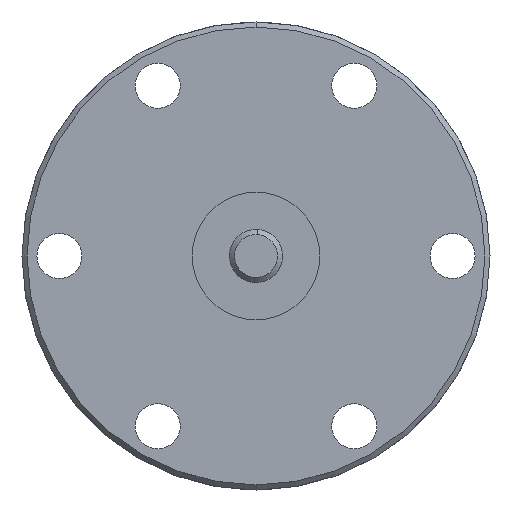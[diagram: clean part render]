
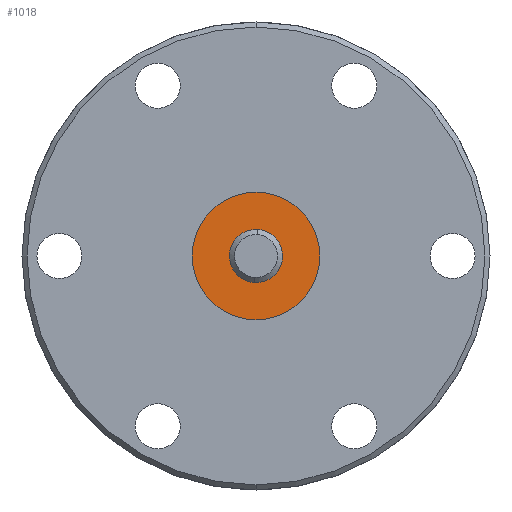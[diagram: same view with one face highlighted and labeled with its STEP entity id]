
A CAD part, front view. The second image highlights one B-rep face of the part: STEP entity #1018.
In plain terms, the highlighted planar face has unit normal (0, -1, 0).
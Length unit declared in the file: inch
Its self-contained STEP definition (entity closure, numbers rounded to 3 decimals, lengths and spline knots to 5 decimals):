
#16 = CARTESIAN_POINT ( 'NONE',  ( 0., -2.66275, 0. ) ) ;
#103 = FACE_BOUND ( 'NONE', #1467, .T. ) ;
#155 = EDGE_CURVE ( 'NONE', #276, #2041, #1923, .T. ) ;
#221 = AXIS2_PLACEMENT_3D ( 'NONE', #1908, #1032, #1573 ) ;
#267 = ORIENTED_EDGE ( 'NONE', *, *, #1982, .F. ) ;
#276 = VERTEX_POINT ( 'NONE', #1350 ) ;
#281 = DIRECTION ( 'NONE',  ( 0., 0., 1. ) ) ;
#489 = FACE_OUTER_BOUND ( 'NONE', #1051, .T. ) ;
#578 = CARTESIAN_POINT ( 'NONE',  ( 0.00992, -2.66275, 0.15594 ) ) ;
#674 = CIRCLE ( 'NONE', #1708, 0.375 ) ;
#772 = CARTESIAN_POINT ( 'NONE',  ( 0., -2.66275, 0. ) ) ;
#779 = EDGE_CURVE ( 'NONE', #1364, #1961, #1193, .T. ) ;
#782 = DIRECTION ( 'NONE',  ( 1., 0., 0. ) ) ;
#874 = DIRECTION ( 'NONE',  ( 1., 0., 0. ) ) ;
#925 = AXIS2_PLACEMENT_3D ( 'NONE', #16, #2092, #874 ) ;
#986 = CARTESIAN_POINT ( 'NONE',  ( 0., -2.66275, 0. ) ) ;
#988 = AXIS2_PLACEMENT_3D ( 'NONE', #986, #1311, #782 ) ;
#1018 = ADVANCED_FACE ( 'NONE', ( #103, #489 ), #2206, .F. ) ;
#1032 = DIRECTION ( 'NONE',  ( 0., 1., 0. ) ) ;
#1051 = EDGE_LOOP ( 'NONE', ( #1586, #267 ) ) ;
#1059 = DIRECTION ( 'NONE',  ( 1., 0., 0. ) ) ;
#1148 = CARTESIAN_POINT ( 'NONE',  ( 0., -2.66275, 0. ) ) ;
#1149 = AXIS2_PLACEMENT_3D ( 'NONE', #1148, #1857, #281 ) ;
#1193 = CIRCLE ( 'NONE', #221, 0.15625 ) ;
#1237 = ORIENTED_EDGE ( 'NONE', *, *, #779, .T. ) ;
#1248 = ORIENTED_EDGE ( 'NONE', *, *, #1673, .T. ) ;
#1311 = DIRECTION ( 'NONE',  ( 0., 1., 0. ) ) ;
#1350 = CARTESIAN_POINT ( 'NONE',  ( -0.375, -2.66275, 0. ) ) ;
#1364 = VERTEX_POINT ( 'NONE', #2109 ) ;
#1467 = EDGE_LOOP ( 'NONE', ( #1248, #1237 ) ) ;
#1573 = DIRECTION ( 'NONE',  ( 0., 0., 1. ) ) ;
#1586 = ORIENTED_EDGE ( 'NONE', *, *, #155, .F. ) ;
#1673 = EDGE_CURVE ( 'NONE', #1961, #1364, #2127, .T. ) ;
#1708 = AXIS2_PLACEMENT_3D ( 'NONE', #772, #2151, #1059 ) ;
#1814 = CARTESIAN_POINT ( 'NONE',  ( 0.375, -2.66275, 0. ) ) ;
#1857 = DIRECTION ( 'NONE',  ( 0., 1., 0. ) ) ;
#1908 = CARTESIAN_POINT ( 'NONE',  ( 0., -2.66275, 0. ) ) ;
#1923 = CIRCLE ( 'NONE', #925, 0.375 ) ;
#1961 = VERTEX_POINT ( 'NONE', #578 ) ;
#1982 = EDGE_CURVE ( 'NONE', #2041, #276, #674, .T. ) ;
#2041 = VERTEX_POINT ( 'NONE', #1814 ) ;
#2092 = DIRECTION ( 'NONE',  ( 0., 1., 0. ) ) ;
#2109 = CARTESIAN_POINT ( 'NONE',  ( -0.00992, -2.66275, -0.15594 ) ) ;
#2127 = CIRCLE ( 'NONE', #1149, 0.15625 ) ;
#2151 = DIRECTION ( 'NONE',  ( 0., 1., 0. ) ) ;
#2206 = PLANE ( 'NONE',  #988 ) ;
